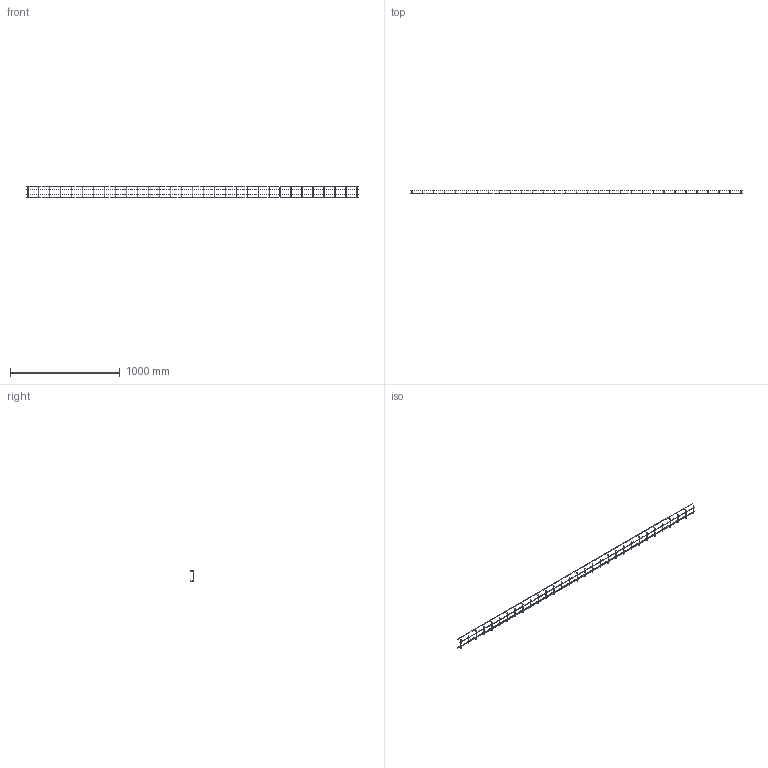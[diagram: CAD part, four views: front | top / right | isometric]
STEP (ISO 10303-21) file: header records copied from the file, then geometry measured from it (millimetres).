
FILE_DESCRIPTION (( 'STEP AP214' ), '1' );
FILE_NAME ('6000087.stp', '2022-06-08T07:40:44', ( '' ), ( '' ), 'SwSTEP 2.0', 'SolidWorks 2020', '' );
FILE_SCHEMA (( 'AUTOMOTIVE_DESIGN' ));
Length unit declared in the file: millimetre
Products named in the file (1): 6000087
Bounding box: 3024.02 x 34.81 x 100 mm (x, y, z)
Volume: 189246.3 mm3; surface area: 198584 mm2
Topology: 1 solids, 1 shells, 236 faces, 625 edges, 429 vertices
Faces by surface type: cylinder 100, plane 72, torus 64
Full cylindrical faces by diameter (mm): 3.8 x100
Entity records: 11786 total; most frequent: CARTESIAN_POINT 7269, DIRECTION 746, EDGE_LOOP 656, ORIENTED_EDGE 656, FACE_OUTER_BOUND 400, AXIS2_PLACEMENT_3D 373, EDGE_CURVE 328, VERTEX_POINT 328
